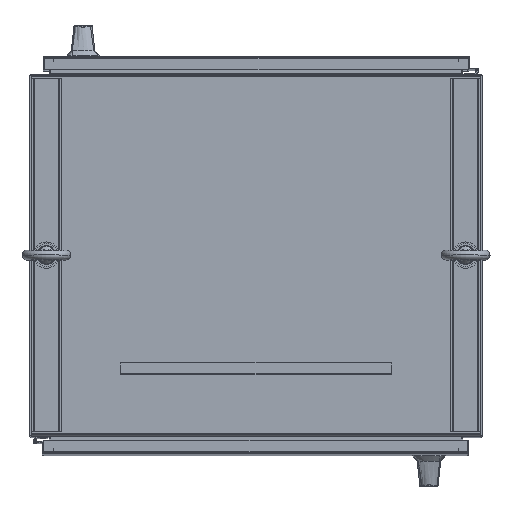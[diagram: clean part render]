
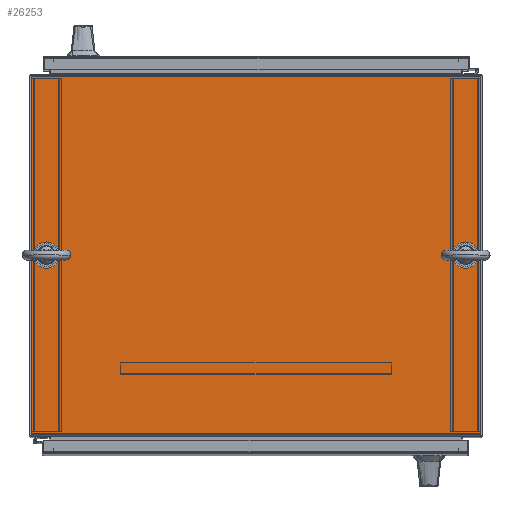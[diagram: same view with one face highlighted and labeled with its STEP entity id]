
A CAD part, top view. The second image highlights one B-rep face of the part: STEP entity #26253.
In plain terms, the highlighted planar face has unit normal (0, 0, 1).
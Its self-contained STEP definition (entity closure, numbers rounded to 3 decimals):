
#3542 = ORIENTED_EDGE ( 'NONE', *, *, #16624, .T. ) ;
#5617 = CIRCLE ( 'NONE', #43355, 0.375 ) ;
#9601 = VERTEX_POINT ( 'NONE', #49149 ) ;
#11747 = AXIS2_PLACEMENT_3D ( 'NONE', #51074, #42632, #34165 ) ;
#11892 = EDGE_CURVE ( 'NONE', #76349, #106821, #5617, .T. ) ;
#14977 = VERTEX_POINT ( 'NONE', #37582 ) ;
#16624 = EDGE_CURVE ( 'NONE', #33313, #21881, #79319, .T. ) ;
#19246 = LINE ( 'NONE', #71518, #43027 ) ;
#19444 = ORIENTED_EDGE ( 'NONE', *, *, #88505, .T. ) ;
#19655 = DIRECTION ( 'NONE',  ( 1., 0., 0. ) ) ;
#21750 = CARTESIAN_POINT ( 'NONE',  ( 14.935, -11.887, 71.965 ) ) ;
#21881 = VERTEX_POINT ( 'NONE', #21750 ) ;
#22343 = DIRECTION ( 'NONE',  ( 0., 1., 0. ) ) ;
#22935 = DIRECTION ( 'NONE',  ( 0., 0., -1. ) ) ;
#25446 = FACE_OUTER_BOUND ( 'NONE', #97448, .T. ) ;
#26253 = ADVANCED_FACE ( 'NONE', ( #25446, #85093, #68733 ), #60307, .T. ) ;
#28741 = LINE ( 'NONE', #38854, #59300 ) ;
#29119 = DIRECTION ( 'NONE',  ( 0., 0., -1. ) ) ;
#30401 = DIRECTION ( 'NONE',  ( 0., -1., 0. ) ) ;
#30670 = DIRECTION ( 'NONE',  ( 1., 0., 0. ) ) ;
#30757 = CARTESIAN_POINT ( 'NONE',  ( 14.935, -12.03, 71.965 ) ) ;
#32846 = ORIENTED_EDGE ( 'NONE', *, *, #56077, .T. ) ;
#33237 = CIRCLE ( 'NONE', #11747, 0.375 ) ;
#33313 = VERTEX_POINT ( 'NONE', #71343 ) ;
#33731 = EDGE_CURVE ( 'NONE', #75339, #64764, #84616, .T. ) ;
#34165 = DIRECTION ( 'NONE',  ( 1., 0., 0. ) ) ;
#36111 = DIRECTION ( 'NONE',  ( -1., 0., 0. ) ) ;
#36647 = ORIENTED_EDGE ( 'NONE', *, *, #33731, .T. ) ;
#37150 = CARTESIAN_POINT ( 'NONE',  ( -13.56, 0., 71.965 ) ) ;
#37582 = CARTESIAN_POINT ( 'NONE',  ( -14.935, 11.887, 71.965 ) ) ;
#38854 = CARTESIAN_POINT ( 'NONE',  ( -14.935, -12.03, 71.965 ) ) ;
#42324 = CARTESIAN_POINT ( 'NONE',  ( -14.935, -12.03, 71.965 ) ) ;
#42632 = DIRECTION ( 'NONE',  ( 0., 0., -1. ) ) ;
#43027 = VECTOR ( 'NONE', #36111, 39.37 ) ;
#43355 = AXIS2_PLACEMENT_3D ( 'NONE', #89890, #29119, #71294 ) ;
#43879 = CARTESIAN_POINT ( 'NONE',  ( -14.935, -11.887, 71.965 ) ) ;
#44875 = ORIENTED_EDGE ( 'NONE', *, *, #49222, .T. ) ;
#47030 = CARTESIAN_POINT ( 'NONE',  ( -13.935, 0., 71.965 ) ) ;
#49149 = CARTESIAN_POINT ( 'NONE',  ( 14.935, 11.887, 71.965 ) ) ;
#49222 = EDGE_CURVE ( 'NONE', #106821, #76349, #33237, .T. ) ;
#50409 = LINE ( 'NONE', #30757, #108954 ) ;
#50593 = CARTESIAN_POINT ( 'NONE',  ( 14.31, 0., 71.965 ) ) ;
#51074 = CARTESIAN_POINT ( 'NONE',  ( 13.935, 0., 71.965 ) ) ;
#55866 = AXIS2_PLACEMENT_3D ( 'NONE', #47030, #63902, #30670 ) ;
#56077 = EDGE_CURVE ( 'NONE', #64764, #75339, #92970, .T. ) ;
#57244 = CARTESIAN_POINT ( 'NONE',  ( -13.935, 0., 71.965 ) ) ;
#57493 = AXIS2_PLACEMENT_3D ( 'NONE', #42324, #94096, #76640 ) ;
#58221 = CARTESIAN_POINT ( 'NONE',  ( -14.31, 0., 71.965 ) ) ;
#59300 = VECTOR ( 'NONE', #30401, 39.37 ) ;
#60307 = PLANE ( 'NONE',  #57493 ) ;
#63902 = DIRECTION ( 'NONE',  ( 0., 0., -1. ) ) ;
#64764 = VERTEX_POINT ( 'NONE', #37150 ) ;
#68733 = FACE_BOUND ( 'NONE', #99162, .T. ) ;
#71294 = DIRECTION ( 'NONE',  ( 1., 0., 0. ) ) ;
#71343 = CARTESIAN_POINT ( 'NONE',  ( -14.935, -11.887, 71.965 ) ) ;
#71518 = CARTESIAN_POINT ( 'NONE',  ( -14.935, 11.887, 71.965 ) ) ;
#72167 = ORIENTED_EDGE ( 'NONE', *, *, #81637, .T. ) ;
#75339 = VERTEX_POINT ( 'NONE', #58221 ) ;
#76349 = VERTEX_POINT ( 'NONE', #103786 ) ;
#76407 = EDGE_LOOP ( 'NONE', ( #32846, #36647 ) ) ;
#76640 = DIRECTION ( 'NONE',  ( 1., 0., 0. ) ) ;
#79319 = LINE ( 'NONE', #43879, #94170 ) ;
#81637 = EDGE_CURVE ( 'NONE', #21881, #9601, #50409, .T. ) ;
#84616 = CIRCLE ( 'NONE', #55866, 0.375 ) ;
#85093 = FACE_BOUND ( 'NONE', #76407, .T. ) ;
#85278 = ORIENTED_EDGE ( 'NONE', *, *, #11892, .T. ) ;
#88505 = EDGE_CURVE ( 'NONE', #9601, #14977, #19246, .T. ) ;
#89890 = CARTESIAN_POINT ( 'NONE',  ( 13.935, 0., 71.965 ) ) ;
#92970 = CIRCLE ( 'NONE', #98372, 0.375 ) ;
#94096 = DIRECTION ( 'NONE',  ( 0., 0., 1. ) ) ;
#94170 = VECTOR ( 'NONE', #19655, 39.37 ) ;
#96187 = EDGE_CURVE ( 'NONE', #14977, #33313, #28741, .T. ) ;
#97448 = EDGE_LOOP ( 'NONE', ( #100205, #3542, #72167, #19444 ) ) ;
#98372 = AXIS2_PLACEMENT_3D ( 'NONE', #57244, #22935, #101686 ) ;
#99162 = EDGE_LOOP ( 'NONE', ( #44875, #85278 ) ) ;
#100205 = ORIENTED_EDGE ( 'NONE', *, *, #96187, .T. ) ;
#101686 = DIRECTION ( 'NONE',  ( 1., 0., 0. ) ) ;
#103786 = CARTESIAN_POINT ( 'NONE',  ( 13.56, 0., 71.965 ) ) ;
#106821 = VERTEX_POINT ( 'NONE', #50593 ) ;
#108954 = VECTOR ( 'NONE', #22343, 39.37 ) ;
